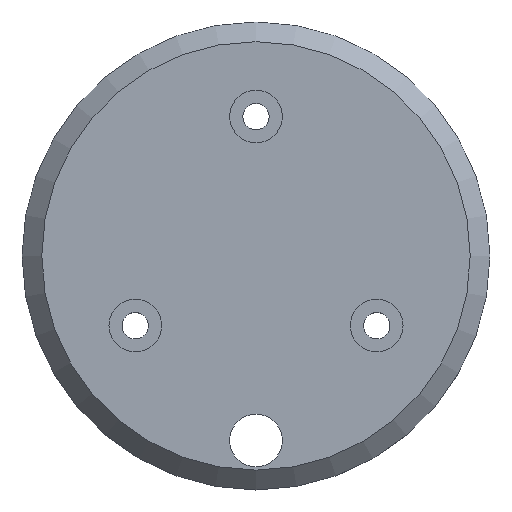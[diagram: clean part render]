
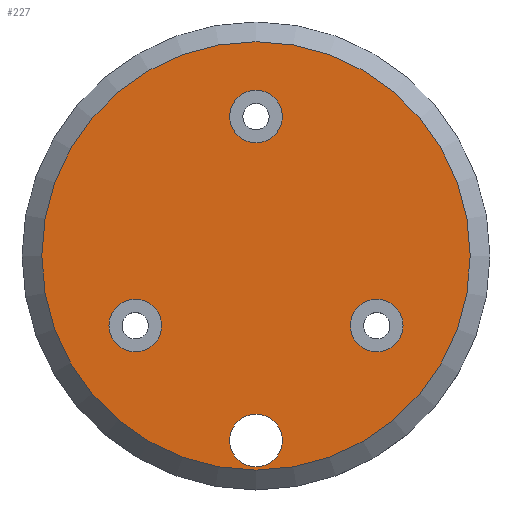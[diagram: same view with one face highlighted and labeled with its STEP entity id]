
A CAD part, top view. The second image highlights one B-rep face of the part: STEP entity #227.
In plain terms, the highlighted planar face has unit normal (0, 0, 1).
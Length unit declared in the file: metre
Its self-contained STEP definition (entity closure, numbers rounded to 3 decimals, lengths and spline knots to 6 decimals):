
#46=ORIENTED_EDGE('',*,*,#68,.F.);
#47=ORIENTED_EDGE('',*,*,#69,.F.);
#48=ORIENTED_EDGE('',*,*,#70,.T.);
#49=ORIENTED_EDGE('',*,*,#71,.F.);
#50=ORIENTED_EDGE('',*,*,#76,.T.);
#68=EDGE_CURVE('',#87,#87,#106,.T.);
#69=EDGE_CURVE('',#88,#88,#107,.T.);
#70=EDGE_CURVE('',#89,#89,#108,.T.);
#71=EDGE_CURVE('',#90,#90,#109,.T.);
#76=EDGE_CURVE('',#95,#95,#114,.T.);
#87=VERTEX_POINT('',#471);
#88=VERTEX_POINT('',#474);
#89=VERTEX_POINT('',#477);
#90=VERTEX_POINT('',#480);
#95=VERTEX_POINT('',#495);
#106=CIRCLE('',#354,0.004);
#107=CIRCLE('',#356,0.004);
#108=CIRCLE('',#358,0.004);
#109=CIRCLE('',#360,0.004);
#114=CIRCLE('',#370,0.0325);
#141=EDGE_LOOP('',(#46));
#142=EDGE_LOOP('',(#47));
#143=EDGE_LOOP('',(#48));
#144=EDGE_LOOP('',(#49));
#145=EDGE_LOOP('',(#50));
#179=FACE_BOUND('',#141,.T.);
#180=FACE_BOUND('',#142,.T.);
#181=FACE_BOUND('',#143,.T.);
#182=FACE_BOUND('',#144,.T.);
#183=FACE_BOUND('',#145,.T.);
#197=PLANE('',#369);
#227=ADVANCED_FACE('',(#179,#180,#181,#182,#183),#197,.T.);
#354=AXIS2_PLACEMENT_3D('',#470,#404,#405);
#356=AXIS2_PLACEMENT_3D('',#473,#408,#409);
#358=AXIS2_PLACEMENT_3D('',#476,#412,#413);
#360=AXIS2_PLACEMENT_3D('',#479,#416,#417);
#369=AXIS2_PLACEMENT_3D('',#493,#434,#435);
#370=AXIS2_PLACEMENT_3D('',#494,#436,#437);
#404=DIRECTION('',(0.,0.,1.));
#405=DIRECTION('',(1.,0.,0.));
#408=DIRECTION('',(0.,0.,1.));
#409=DIRECTION('',(1.,0.,0.));
#412=DIRECTION('',(0.,0.,-1.));
#413=DIRECTION('',(1.,0.,0.));
#416=DIRECTION('',(0.,0.,1.));
#417=DIRECTION('',(1.,0.,0.));
#434=DIRECTION('',(0.,0.,1.));
#435=DIRECTION('',(1.,0.,0.));
#436=DIRECTION('',(0.,0.,1.));
#437=DIRECTION('',(1.,0.,0.));
#470=CARTESIAN_POINT('',(0.,0.02115,0.012));
#471=CARTESIAN_POINT('',(0.004,0.02115,0.012));
#473=CARTESIAN_POINT('',(0.018316,-0.010575,0.012));
#474=CARTESIAN_POINT('',(0.022316,-0.010575,0.012));
#476=CARTESIAN_POINT('',(0.,-0.028,0.012));
#477=CARTESIAN_POINT('',(0.004,-0.028,0.012));
#479=CARTESIAN_POINT('',(-0.018316,-0.010575,0.012));
#480=CARTESIAN_POINT('',(-0.014316,-0.010575,0.012));
#493=CARTESIAN_POINT('',(0.,0.,0.012));
#494=CARTESIAN_POINT('',(0.,0.,0.012));
#495=CARTESIAN_POINT('',(0.0325,0.,0.012));
